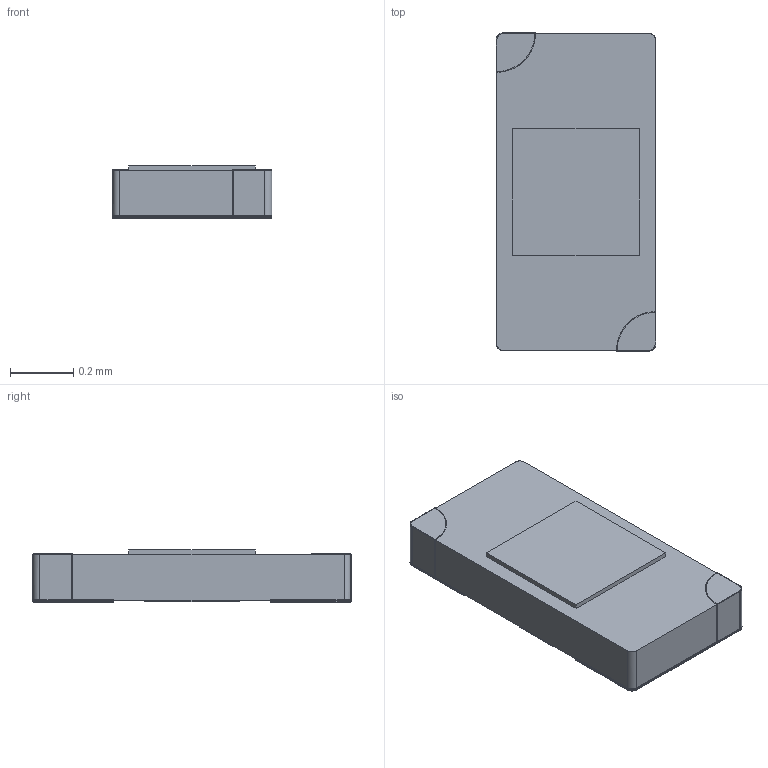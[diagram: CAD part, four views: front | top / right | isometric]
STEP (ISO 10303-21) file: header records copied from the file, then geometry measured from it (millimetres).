
FILE_DESCRIPTION(/* description */ (''),/* implementation_level */ '2;1');
FILE_NAME(/* name */ 'CH0CB7~1',/* time_stamp */ '2014-07-25T17:27:51+02:00',/* author */ (''),/* organization */ (''),/* preprocessor_version */ 'ST-DEVELOPER v14',/* originating_system */ '',/* authorisation */ '');
FILE_SCHEMA (('AUTOMOTIVE_DESIGN'));
Length unit declared in the file: millimetre
Products named in the file (1): Document
Bounding box: 0.5 x 1 x 0.17 mm (x, y, z)
Volume: 0.1 mm3; surface area: 3.5 mm2
Topology: 12 solids, 12 shells, 184 faces, 401 edges, 233 vertices
Faces by surface type: bspline 128, plane 56
Entity records: 12541 total; most frequent: CARTESIAN_POINT 7288, B_SPLINE_CURVE_WITH_KNOTS 999, ORIENTED_EDGE 784, PCURVE 784, DEFINITIONAL_REPRESENTATION 784, SURFACE_CURVE 392, EDGE_CURVE 392, VERTEX_POINT 232
